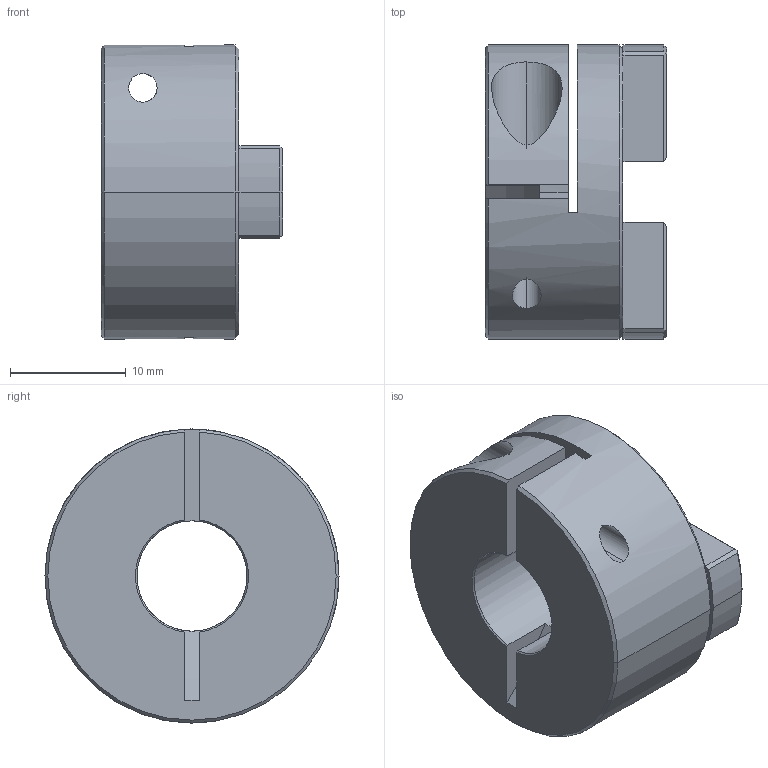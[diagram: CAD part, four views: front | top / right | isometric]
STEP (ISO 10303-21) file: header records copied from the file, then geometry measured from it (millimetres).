
FILE_DESCRIPTION (( 'STEP AP214' ), '1' );
FILE_NAME ('DC-DAC25-06.STEP', '2015-12-01T23:12:37', ( '' ), ( '' ), 'SwSTEP 2.0', 'SolidWorks 2015', '' );
FILE_SCHEMA (( 'AUTOMOTIVE_DESIGN' ));
Length unit declared in the file: millimetre
Products named in the file (1): DC-DAC25-06
Bounding box: 15.66 x 25.4 x 25.4 mm (x, y, z)
Volume: 5134.7 mm3; surface area: 3140.6 mm2
Topology: 1 solids, 1 shells, 55 faces, 153 edges, 99 vertices
Faces by surface type: plane 29, cylinder 16, cone 10
Entity records: 1935 total; most frequent: CARTESIAN_POINT 476, ORIENTED_EDGE 306, DIRECTION 297, EDGE_CURVE 153, AXIS2_PLACEMENT_3D 110, VERTEX_POINT 99, VECTOR 77, LINE 77
